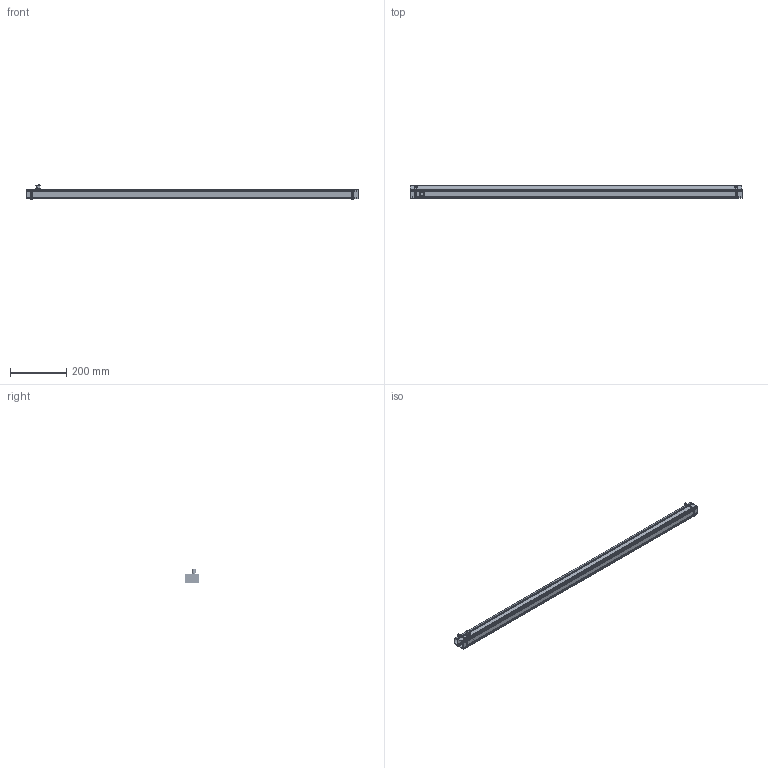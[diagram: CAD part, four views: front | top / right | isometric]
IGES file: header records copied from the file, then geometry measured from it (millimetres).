
Start section:  PTC IGES file: 217539.igs
Global section: file name: 217539.igs; native system: Creo Parametric by PTC Inc.; preprocessor: 2019292; author: PDMAdmin; organization: Unknown; date: 20200917.152103; units: millimetre
Bounding box: 1177.28 x 47.84 x 49.95 mm (x, y, z)
Volume: 308674 mm3; surface area: 2352200.6 mm2
Topology: 168 solids, 321 shells, 9420 faces, 49913 edges, 64912 vertices
Faces by surface type: bspline 6154, revolution 3266
